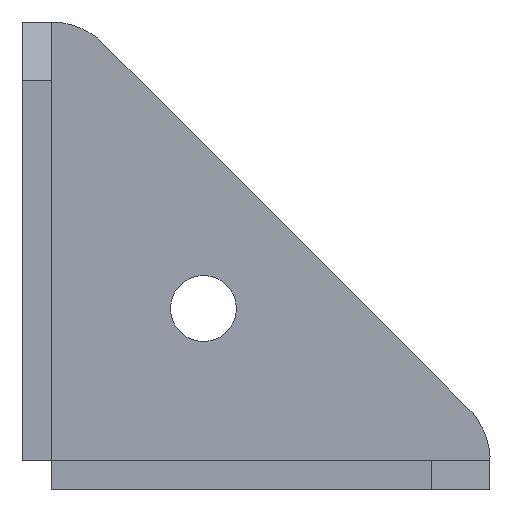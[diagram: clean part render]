
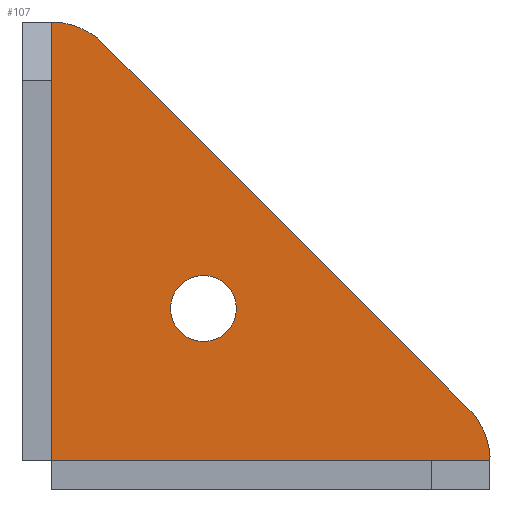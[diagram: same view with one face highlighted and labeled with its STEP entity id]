
A CAD part, front view. The second image highlights one B-rep face of the part: STEP entity #107.
In plain terms, the highlighted planar face has unit normal (0, -1, 0).
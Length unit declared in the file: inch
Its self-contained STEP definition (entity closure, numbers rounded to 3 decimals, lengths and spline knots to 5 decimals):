
#107=ADVANCED_FACE('',(#247,#248),#249,.T.);
#247=FACE_OUTER_BOUND('',#480,.T.);
#248=FACE_BOUND('',#481,.T.);
#249=PLANE('',#482);
#480=EDGE_LOOP('',(#875,#876,#877,#878,#879,#880));
#481=EDGE_LOOP('',(#881,#882,#883,#884));
#482=AXIS2_PLACEMENT_3D('',#885,#886,#887);
#875=ORIENTED_EDGE('',*,*,#1270,.T.);
#876=ORIENTED_EDGE('',*,*,#1247,.T.);
#877=ORIENTED_EDGE('',*,*,#1207,.F.);
#878=ORIENTED_EDGE('',*,*,#1271,.T.);
#879=ORIENTED_EDGE('',*,*,#1272,.T.);
#880=ORIENTED_EDGE('',*,*,#1273,.T.);
#881=ORIENTED_EDGE('',*,*,#1274,.F.);
#882=ORIENTED_EDGE('',*,*,#1275,.F.);
#883=ORIENTED_EDGE('',*,*,#1276,.F.);
#884=ORIENTED_EDGE('',*,*,#1217,.F.);
#885=CARTESIAN_POINT('',(-2.47212,0.,1.52635));
#886=DIRECTION('',(0.0,-1.0,0.0));
#887=DIRECTION('',(0.0,0.0,1.0));
#1207=EDGE_CURVE('',#1414,#1416,#1417,.T.);
#1217=EDGE_CURVE('',#1432,#1434,#1435,.T.);
#1247=EDGE_CURVE('',#1485,#1416,#1486,.T.);
#1270=EDGE_CURVE('',#1521,#1485,#1522,.T.);
#1271=EDGE_CURVE('',#1414,#1523,#1524,.T.);
#1272=EDGE_CURVE('',#1523,#1452,#1525,.T.);
#1273=EDGE_CURVE('',#1452,#1521,#1526,.T.);
#1274=EDGE_CURVE('',#1527,#1432,#1528,.T.);
#1275=EDGE_CURVE('',#1529,#1527,#1530,.T.);
#1276=EDGE_CURVE('',#1434,#1529,#1531,.T.);
#1414=VERTEX_POINT('',#1720);
#1416=VERTEX_POINT('',#1723);
#1417=LINE('',#1724,#1725);
#1432=VERTEX_POINT('',#1752);
#1434=VERTEX_POINT('',#1755);
#1435=B_SPLINE_CURVE_WITH_KNOTS('',3,(#1756,#1757,#1758,#1759),.UNSPECIFIED.,.F.,.F.,(4,4),(0.0,80.0),.UNSPECIFIED.);
#1452=VERTEX_POINT('',#1787);
#1485=VERTEX_POINT('',#1850);
#1486=B_SPLINE_CURVE_WITH_KNOTS('',3,(#1851,#1852,#1853,#1854),.UNSPECIFIED.,.F.,.F.,(4,4),(0.0,80.0),.UNSPECIFIED.);
#1521=VERTEX_POINT('',#1902);
#1522=LINE('',#1903,#1904);
#1523=VERTEX_POINT('',#1905);
#1524=B_SPLINE_CURVE_WITH_KNOTS('',3,(#1906,#1907,#1908,#1909),.UNSPECIFIED.,.F.,.F.,(4,4),(0.0,80.0),.UNSPECIFIED.);
#1525=LINE('',#1910,#1911);
#1526=LINE('',#1912,#1913);
#1527=VERTEX_POINT('',#1914);
#1528=B_SPLINE_CURVE_WITH_KNOTS('',3,(#1915,#1916,#1917,#1918),.UNSPECIFIED.,.F.,.F.,(4,4),(0.0,80.0),.UNSPECIFIED.);
#1529=VERTEX_POINT('',#1919);
#1530=B_SPLINE_CURVE_WITH_KNOTS('',3,(#1920,#1921,#1922,#1923),.UNSPECIFIED.,.F.,.F.,(4,4),(0.0,80.0),.UNSPECIFIED.);
#1531=B_SPLINE_CURVE_WITH_KNOTS('',3,(#1924,#1925,#1926,#1927),.UNSPECIFIED.,.F.,.F.,(4,4),(0.0,80.0),.UNSPECIFIED.);
#1720=CARTESIAN_POINT('',(-3.30679,0.,3.81547));
#1723=CARTESIAN_POINT('',(-0.183,0.,0.69168));
#1724=CARTESIAN_POINT('',(-3.30679,0.,3.81547));
#1725=VECTOR('',#2274,1.0);
#1752=CARTESIAN_POINT('',(-2.44859,0.,1.83102));
#1755=CARTESIAN_POINT('',(-2.72973,0.,1.54988));
#1756=CARTESIAN_POINT('',(-2.44859,0.,1.83102));
#1757=CARTESIAN_POINT('',(-2.60385,0.,1.83102));
#1758=CARTESIAN_POINT('',(-2.72973,0.,1.70515));
#1759=CARTESIAN_POINT('',(-2.72973,0.,1.54988));
#1787=CARTESIAN_POINT('',(-3.74856,0.,0.25));
#1850=CARTESIAN_POINT('',(0.,0.,0.2499));
#1851=CARTESIAN_POINT('',(0.,0.,0.2499));
#1852=CARTESIAN_POINT('',(0.00857,0.,0.39489));
#1853=CARTESIAN_POINT('',(-0.07441,0.,0.59522));
#1854=CARTESIAN_POINT('',(-0.183,0.,0.69168));
#1902=CARTESIAN_POINT('',(0.,0.,0.25));
#1903=CARTESIAN_POINT('',(0.,0.,0.88817));
#1904=VECTOR('',#2331,1.);
#1905=CARTESIAN_POINT('',(-3.74856,0.,3.99847));
#1906=CARTESIAN_POINT('',(-3.30679,0.,3.81547));
#1907=CARTESIAN_POINT('',(-3.40325,0.,3.92406));
#1908=CARTESIAN_POINT('',(-3.60358,0.,4.00704));
#1909=CARTESIAN_POINT('',(-3.74856,0.,3.99847));
#1910=CARTESIAN_POINT('',(-3.74856,0.,1.78626));
#1911=VECTOR('',#2332,1.0);
#1912=CARTESIAN_POINT('',(-2.19594,0.,0.25));
#1913=VECTOR('',#2333,1.0);
#1914=CARTESIAN_POINT('',(-2.16745,0.,1.54988));
#1915=CARTESIAN_POINT('',(-2.16745,0.,1.54988));
#1916=CARTESIAN_POINT('',(-2.16745,0.,1.70515));
#1917=CARTESIAN_POINT('',(-2.29331,0.,1.83102));
#1918=CARTESIAN_POINT('',(-2.44859,0.,1.83102));
#1919=CARTESIAN_POINT('',(-2.44859,0.,1.26874));
#1920=CARTESIAN_POINT('',(-2.44859,0.,1.26874));
#1921=CARTESIAN_POINT('',(-2.29331,0.,1.26874));
#1922=CARTESIAN_POINT('',(-2.16745,0.,1.39461));
#1923=CARTESIAN_POINT('',(-2.16745,0.,1.54988));
#1924=CARTESIAN_POINT('',(-2.72973,0.,1.54988));
#1925=CARTESIAN_POINT('',(-2.72973,0.,1.39461));
#1926=CARTESIAN_POINT('',(-2.60385,0.,1.26874));
#1927=CARTESIAN_POINT('',(-2.44859,0.,1.26874));
#2274=DIRECTION('',(0.707,-0.0,-0.707));
#2331=DIRECTION('',(0.0,0.0,-1.0));
#2332=DIRECTION('',(0.0,0.0,-1.0));
#2333=DIRECTION('',(1.0,0.0,0.0));
